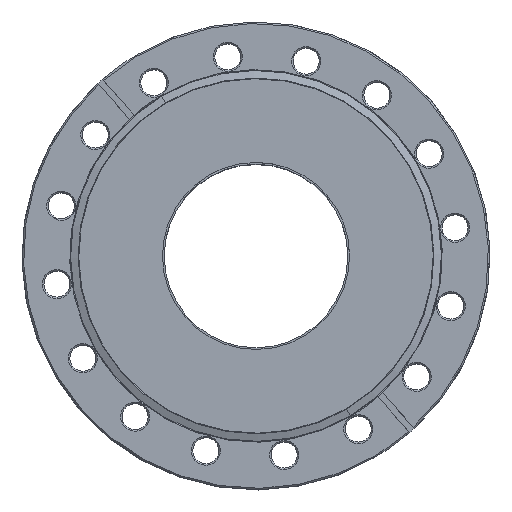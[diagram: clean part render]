
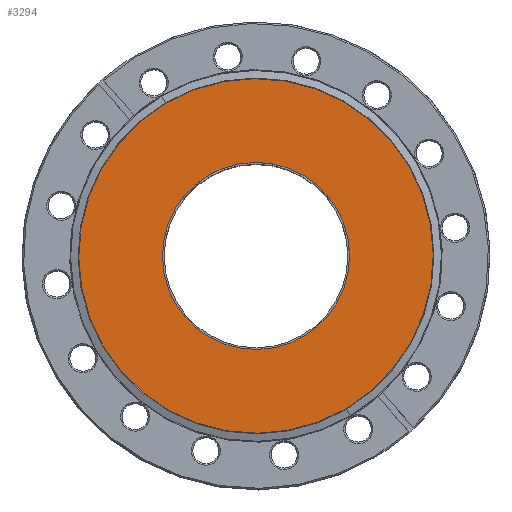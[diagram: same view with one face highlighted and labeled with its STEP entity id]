
A CAD part, top view. The second image highlights one B-rep face of the part: STEP entity #3294.
In plain terms, the highlighted face is planar.
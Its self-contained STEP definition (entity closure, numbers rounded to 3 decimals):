
#201 = CARTESIAN_POINT ( 'NONE',  ( 0., -1.2, 30.3 ) ) ;
#203 = CARTESIAN_POINT ( 'NONE',  ( 0., -1.2, 0. ) ) ;
#300 = VERTEX_POINT ( 'NONE', #999 ) ;
#478 = DIRECTION ( 'NONE',  ( 0., 0., 1. ) ) ;
#746 = DIRECTION ( 'NONE',  ( 0., 0., 1. ) ) ;
#754 = DIRECTION ( 'NONE',  ( 0., 1., 0. ) ) ;
#925 = AXIS2_PLACEMENT_3D ( 'NONE', #6737, #3799, #478 ) ;
#983 = CIRCLE ( 'NONE', #1017, 30.3 ) ;
#986 = EDGE_LOOP ( 'NONE', ( #4922, #6686 ) ) ;
#999 = CARTESIAN_POINT ( 'NONE',  ( 0., -1.2, -30.3 ) ) ;
#1017 = AXIS2_PLACEMENT_3D ( 'NONE', #5202, #1928, #5667 ) ;
#1027 = AXIS2_PLACEMENT_3D ( 'NONE', #5180, #1903, #5646 ) ;
#1047 = AXIS2_PLACEMENT_3D ( 'NONE', #203, #4073, #746 ) ;
#1338 = AXIS2_PLACEMENT_3D ( 'NONE', #2974, #754, #4626 ) ;
#1414 = FACE_BOUND ( 'NONE', #986, .T. ) ;
#1895 = ORIENTED_EDGE ( 'NONE', *, *, #3695, .T. ) ;
#1903 = DIRECTION ( 'NONE',  ( 0., 1., 0. ) ) ;
#1928 = DIRECTION ( 'NONE',  ( 0., 1., 0. ) ) ;
#2019 = ORIENTED_EDGE ( 'NONE', *, *, #3838, .T. ) ;
#2198 = VERTEX_POINT ( 'NONE', #3947 ) ;
#2296 = EDGE_LOOP ( 'NONE', ( #2019, #1895 ) ) ;
#2967 = CARTESIAN_POINT ( 'NONE',  ( 0., -1.2, -57.432 ) ) ;
#2974 = CARTESIAN_POINT ( 'NONE',  ( 0., -1.2, 0. ) ) ;
#3294 = ADVANCED_FACE ( 'NONE', ( #1414, #5544 ), #5125, .T. ) ;
#3585 = VERTEX_POINT ( 'NONE', #201 ) ;
#3695 = EDGE_CURVE ( 'NONE', #6307, #2198, #4453, .T. ) ;
#3722 = EDGE_CURVE ( 'NONE', #300, #3585, #5336, .T. ) ;
#3731 = EDGE_CURVE ( 'NONE', #3585, #300, #983, .T. ) ;
#3799 = DIRECTION ( 'NONE',  ( 0., 1., 0. ) ) ;
#3838 = EDGE_CURVE ( 'NONE', #2198, #6307, #6472, .T. ) ;
#3947 = CARTESIAN_POINT ( 'NONE',  ( 0., -1.2, 57.432 ) ) ;
#4073 = DIRECTION ( 'NONE',  ( 0., 1., 0. ) ) ;
#4453 = CIRCLE ( 'NONE', #1047, 57.432 ) ;
#4626 = DIRECTION ( 'NONE',  ( 0., 0., 1. ) ) ;
#4922 = ORIENTED_EDGE ( 'NONE', *, *, #3731, .F. ) ;
#5125 = PLANE ( 'NONE',  #1338 ) ;
#5180 = CARTESIAN_POINT ( 'NONE',  ( 0., -1.2, 0. ) ) ;
#5202 = CARTESIAN_POINT ( 'NONE',  ( 0., -1.2, 0. ) ) ;
#5336 = CIRCLE ( 'NONE', #1027, 30.3 ) ;
#5544 = FACE_OUTER_BOUND ( 'NONE', #2296, .T. ) ;
#5646 = DIRECTION ( 'NONE',  ( 0., 0., 1. ) ) ;
#5667 = DIRECTION ( 'NONE',  ( 0., 0., 1. ) ) ;
#6307 = VERTEX_POINT ( 'NONE', #2967 ) ;
#6472 = CIRCLE ( 'NONE', #925, 57.432 ) ;
#6686 = ORIENTED_EDGE ( 'NONE', *, *, #3722, .F. ) ;
#6737 = CARTESIAN_POINT ( 'NONE',  ( 0., -1.2, 0. ) ) ;
